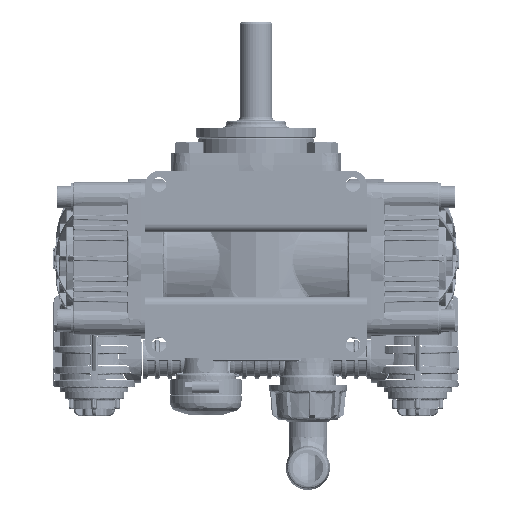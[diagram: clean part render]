
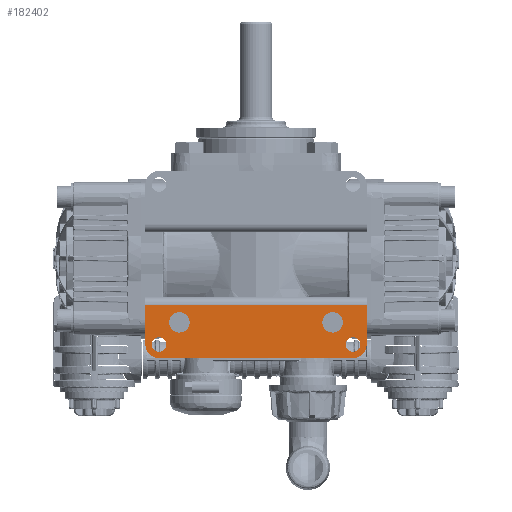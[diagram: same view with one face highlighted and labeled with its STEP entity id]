
A CAD part, front view. The second image highlights one B-rep face of the part: STEP entity #182402.
In plain terms, the highlighted planar face has unit normal (0, 1, 0).
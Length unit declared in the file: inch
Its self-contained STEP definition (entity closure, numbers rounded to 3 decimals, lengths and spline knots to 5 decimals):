
#2801 = ORIENTED_EDGE ( 'NONE', *, *, #285684, .F. ) ;
#3903 = LINE ( 'NONE', #352008, #287958 ) ;
#6407 = DIRECTION ( 'NONE',  ( 0., 0., 1. ) ) ;
#8651 = VERTEX_POINT ( 'NONE', #122617 ) ;
#17906 = CARTESIAN_POINT ( 'NONE',  ( -2.55906, -7.61417, -1.08268 ) ) ;
#20858 = CARTESIAN_POINT ( 'NONE',  ( 1.77165, -7.61417, -1.47638 ) ) ;
#23352 = CARTESIAN_POINT ( 'NONE',  ( 2.24409, -7.61417, -1.98819 ) ) ;
#24256 = ORIENTED_EDGE ( 'NONE', *, *, #290172, .F. ) ;
#29367 = ORIENTED_EDGE ( 'NONE', *, *, #321064, .F. ) ;
#34301 = AXIS2_PLACEMENT_3D ( 'NONE', #358688, #149599, #189225 ) ;
#36788 = VERTEX_POINT ( 'NONE', #383570 ) ;
#37376 = DIRECTION ( 'NONE',  ( -1., 0., 0. ) ) ;
#37643 = CARTESIAN_POINT ( 'NONE',  ( 2.24409, -7.61417, -1.82087 ) ) ;
#39984 = CARTESIAN_POINT ( 'NONE',  ( -1.77165, -7.61417, -1.47638 ) ) ;
#41190 = ORIENTED_EDGE ( 'NONE', *, *, #252353, .F. ) ;
#41260 = LINE ( 'NONE', #79175, #265271 ) ;
#43023 = DIRECTION ( 'NONE',  ( 0., 1., 0. ) ) ;
#49381 = CARTESIAN_POINT ( 'NONE',  ( -2.55906, -7.61417, -1.98819 ) ) ;
#50989 = AXIS2_PLACEMENT_3D ( 'NONE', #188088, #293394, #84169 ) ;
#53288 = ORIENTED_EDGE ( 'NONE', *, *, #255849, .T. ) ;
#57493 = EDGE_CURVE ( 'NONE', #269231, #138086, #3903, .T. ) ;
#59631 = AXIS2_PLACEMENT_3D ( 'NONE', #258533, #435419, #398819 ) ;
#61881 = AXIS2_PLACEMENT_3D ( 'NONE', #39984, #140936, #70588 ) ;
#62456 = CIRCLE ( 'NONE', #290706, 0.31496 ) ;
#65328 = FACE_BOUND ( 'NONE', #423063, .T. ) ;
#65960 = CARTESIAN_POINT ( 'NONE',  ( -2.24409, -7.61417, -1.98819 ) ) ;
#68207 = VECTOR ( 'NONE', #345289, 39.37008 ) ;
#70582 = LINE ( 'NONE', #17906, #163541 ) ;
#70588 = DIRECTION ( 'NONE',  ( 0., 0., 1. ) ) ;
#78466 = ORIENTED_EDGE ( 'NONE', *, *, #57493, .T. ) ;
#78853 = VERTEX_POINT ( 'NONE', #337657 ) ;
#79175 = CARTESIAN_POINT ( 'NONE',  ( -2.55906, -7.61417, -1.08268 ) ) ;
#79256 = LINE ( 'NONE', #171238, #68207 ) ;
#83163 = ORIENTED_EDGE ( 'NONE', *, *, #385611, .F. ) ;
#83357 = VERTEX_POINT ( 'NONE', #368506 ) ;
#84169 = DIRECTION ( 'NONE',  ( 0., 0., 1. ) ) ;
#89453 = AXIS2_PLACEMENT_3D ( 'NONE', #392656, #43023, #6407 ) ;
#90449 = CIRCLE ( 'NONE', #114834, 0.23622 ) ;
#90989 = VERTEX_POINT ( 'NONE', #428729 ) ;
#92546 = FACE_BOUND ( 'NONE', #285222, .T. ) ;
#95114 = DIRECTION ( 'NONE',  ( 0., 1., 0. ) ) ;
#95511 = ORIENTED_EDGE ( 'NONE', *, *, #368197, .F. ) ;
#114834 = AXIS2_PLACEMENT_3D ( 'NONE', #20858, #161380, #120265 ) ;
#119776 = EDGE_CURVE ( 'NONE', #331544, #247140, #366856, .T. ) ;
#120265 = DIRECTION ( 'NONE',  ( 0., 0., 1. ) ) ;
#122617 = CARTESIAN_POINT ( 'NONE',  ( -2.55906, -7.61417, -1.08268 ) ) ;
#132065 = CARTESIAN_POINT ( 'NONE',  ( -2.24409, -7.61417, -1.98819 ) ) ;
#132606 = VERTEX_POINT ( 'NONE', #205764 ) ;
#135165 = CARTESIAN_POINT ( 'NONE',  ( 1.77165, -7.61417, -1.24016 ) ) ;
#138086 = VERTEX_POINT ( 'NONE', #398736 ) ;
#139548 = VERTEX_POINT ( 'NONE', #421364 ) ;
#140490 = EDGE_LOOP ( 'NONE', ( #158958, #78466, #53288, #401083, #418091, #83163 ) ) ;
#140936 = DIRECTION ( 'NONE',  ( 0., 1., 0. ) ) ;
#149599 = DIRECTION ( 'NONE',  ( 0., 1., 0. ) ) ;
#152413 = DIRECTION ( 'NONE',  ( 0., 0., 1. ) ) ;
#154829 = AXIS2_PLACEMENT_3D ( 'NONE', #333511, #368592, #194683 ) ;
#158958 = ORIENTED_EDGE ( 'NONE', *, *, #163150, .T. ) ;
#161380 = DIRECTION ( 'NONE',  ( 0., 1., 0. ) ) ;
#163150 = EDGE_CURVE ( 'NONE', #132606, #269231, #320492, .T. ) ;
#163541 = VECTOR ( 'NONE', #298842, 39.37008 ) ;
#168663 = DIRECTION ( 'NONE',  ( 0., 0., 1. ) ) ;
#171238 = CARTESIAN_POINT ( 'NONE',  ( 2.55906, -7.61417, -1.08268 ) ) ;
#177610 = AXIS2_PLACEMENT_3D ( 'NONE', #23352, #95114, #339423 ) ;
#178332 = AXIS2_PLACEMENT_3D ( 'NONE', #65960, #446198, #414104 ) ;
#182402 = ADVANCED_FACE ( 'NONE', ( #344072, #333031, #92546, #65328, #240360 ), #288560, .T. ) ;
#183822 = ORIENTED_EDGE ( 'NONE', *, *, #376419, .F. ) ;
#188088 = CARTESIAN_POINT ( 'NONE',  ( -1.77165, -7.61417, -1.47638 ) ) ;
#189225 = DIRECTION ( 'NONE',  ( 0., 0., 1. ) ) ;
#194683 = DIRECTION ( 'NONE',  ( 0., 0., 1. ) ) ;
#195726 = VERTEX_POINT ( 'NONE', #135165 ) ;
#205764 = CARTESIAN_POINT ( 'NONE',  ( 2.55906, -7.61417, -1.98819 ) ) ;
#207848 = CIRCLE ( 'NONE', #50989, 0.23622 ) ;
#240360 = FACE_BOUND ( 'NONE', #440957, .T. ) ;
#247140 = VERTEX_POINT ( 'NONE', #37643 ) ;
#252353 = EDGE_CURVE ( 'NONE', #78853, #195726, #90449, .T. ) ;
#252870 = VERTEX_POINT ( 'NONE', #49381 ) ;
#254749 = DIRECTION ( 'NONE',  ( 0., 1., 0. ) ) ;
#255849 = EDGE_CURVE ( 'NONE', #138086, #252870, #62456, .T. ) ;
#258533 = CARTESIAN_POINT ( 'NONE',  ( 2.24409, -7.61417, -1.98819 ) ) ;
#265271 = VECTOR ( 'NONE', #152413, 39.37008 ) ;
#269231 = VERTEX_POINT ( 'NONE', #276148 ) ;
#276148 = CARTESIAN_POINT ( 'NONE',  ( 2.24409, -7.61417, -2.30315 ) ) ;
#277215 = EDGE_CURVE ( 'NONE', #36788, #83357, #370592, .T. ) ;
#278984 = VERTEX_POINT ( 'NONE', #379631 ) ;
#285222 = EDGE_LOOP ( 'NONE', ( #95511, #41190 ) ) ;
#285684 = EDGE_CURVE ( 'NONE', #247140, #331544, #372766, .T. ) ;
#287958 = VECTOR ( 'NONE', #37376, 39.37008 ) ;
#288560 = PLANE ( 'NONE',  #34301 ) ;
#290172 = EDGE_CURVE ( 'NONE', #83357, #36788, #382908, .T. ) ;
#290706 = AXIS2_PLACEMENT_3D ( 'NONE', #359939, #254749, #324847 ) ;
#293394 = DIRECTION ( 'NONE',  ( 0., 1., 0. ) ) ;
#298842 = DIRECTION ( 'NONE',  ( 1., 0., 0. ) ) ;
#320492 = CIRCLE ( 'NONE', #59631, 0.31496 ) ;
#321064 = EDGE_CURVE ( 'NONE', #90989, #278984, #352377, .T. ) ;
#324847 = DIRECTION ( 'NONE',  ( 0., 0., -1. ) ) ;
#325488 = CIRCLE ( 'NONE', #154829, 0.23622 ) ;
#331544 = VERTEX_POINT ( 'NONE', #423931 ) ;
#333031 = FACE_BOUND ( 'NONE', #387238, .T. ) ;
#333511 = CARTESIAN_POINT ( 'NONE',  ( 1.77165, -7.61417, -1.47638 ) ) ;
#337657 = CARTESIAN_POINT ( 'NONE',  ( 1.77165, -7.61417, -1.7126 ) ) ;
#339423 = DIRECTION ( 'NONE',  ( 0., 0., 1. ) ) ;
#344072 = FACE_OUTER_BOUND ( 'NONE', #140490, .T. ) ;
#345289 = DIRECTION ( 'NONE',  ( 0., 0., 1. ) ) ;
#352008 = CARTESIAN_POINT ( 'NONE',  ( -2.55906, -7.61417, -2.30315 ) ) ;
#352377 = CIRCLE ( 'NONE', #61881, 0.23622 ) ;
#358688 = CARTESIAN_POINT ( 'NONE',  ( -2.55906, -7.61417, -2.30315 ) ) ;
#359939 = CARTESIAN_POINT ( 'NONE',  ( -2.24409, -7.61417, -1.98819 ) ) ;
#366856 = CIRCLE ( 'NONE', #177610, 0.16732 ) ;
#368197 = EDGE_CURVE ( 'NONE', #195726, #78853, #325488, .T. ) ;
#368506 = CARTESIAN_POINT ( 'NONE',  ( -2.24409, -7.61417, -1.82087 ) ) ;
#368592 = DIRECTION ( 'NONE',  ( 0., 1., 0. ) ) ;
#370592 = CIRCLE ( 'NONE', #178332, 0.16732 ) ;
#372766 = CIRCLE ( 'NONE', #89453, 0.16732 ) ;
#375177 = ORIENTED_EDGE ( 'NONE', *, *, #277215, .F. ) ;
#376419 = EDGE_CURVE ( 'NONE', #278984, #90989, #207848, .T. ) ;
#376978 = AXIS2_PLACEMENT_3D ( 'NONE', #132065, #379252, #168663 ) ;
#379252 = DIRECTION ( 'NONE',  ( 0., 1., 0. ) ) ;
#379631 = CARTESIAN_POINT ( 'NONE',  ( -1.77165, -7.61417, -1.7126 ) ) ;
#382908 = CIRCLE ( 'NONE', #376978, 0.16732 ) ;
#383570 = CARTESIAN_POINT ( 'NONE',  ( -2.24409, -7.61417, -2.15551 ) ) ;
#385611 = EDGE_CURVE ( 'NONE', #132606, #139548, #79256, .T. ) ;
#387238 = EDGE_LOOP ( 'NONE', ( #24256, #375177 ) ) ;
#392656 = CARTESIAN_POINT ( 'NONE',  ( 2.24409, -7.61417, -1.98819 ) ) ;
#398736 = CARTESIAN_POINT ( 'NONE',  ( -2.24409, -7.61417, -2.30315 ) ) ;
#398819 = DIRECTION ( 'NONE',  ( 0., 0., -1. ) ) ;
#401083 = ORIENTED_EDGE ( 'NONE', *, *, #419002, .T. ) ;
#414104 = DIRECTION ( 'NONE',  ( 0., 0., 1. ) ) ;
#418091 = ORIENTED_EDGE ( 'NONE', *, *, #439568, .T. ) ;
#419002 = EDGE_CURVE ( 'NONE', #252870, #8651, #41260, .T. ) ;
#421364 = CARTESIAN_POINT ( 'NONE',  ( 2.55906, -7.61417, -1.08268 ) ) ;
#423063 = EDGE_LOOP ( 'NONE', ( #29367, #183822 ) ) ;
#423931 = CARTESIAN_POINT ( 'NONE',  ( 2.24409, -7.61417, -2.15551 ) ) ;
#428729 = CARTESIAN_POINT ( 'NONE',  ( -1.77165, -7.61417, -1.24016 ) ) ;
#431345 = ORIENTED_EDGE ( 'NONE', *, *, #119776, .F. ) ;
#435419 = DIRECTION ( 'NONE',  ( 0., 1., 0. ) ) ;
#439568 = EDGE_CURVE ( 'NONE', #8651, #139548, #70582, .T. ) ;
#440957 = EDGE_LOOP ( 'NONE', ( #2801, #431345 ) ) ;
#446198 = DIRECTION ( 'NONE',  ( 0., 1., 0. ) ) ;
